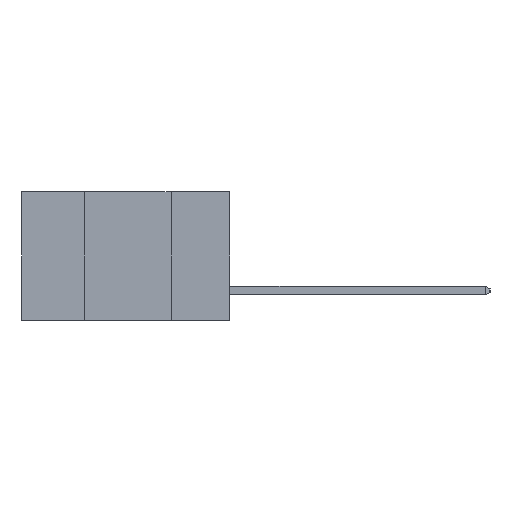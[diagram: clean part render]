
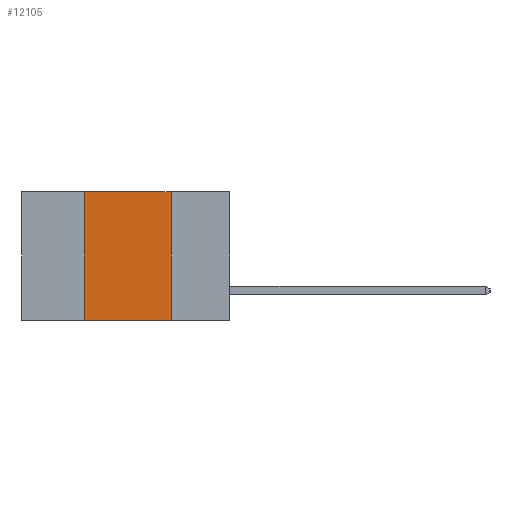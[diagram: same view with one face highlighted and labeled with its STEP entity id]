
A CAD part, left-side view. The second image highlights one B-rep face of the part: STEP entity #12105.
In plain terms, the highlighted planar face has unit normal (-1, 0, 0).
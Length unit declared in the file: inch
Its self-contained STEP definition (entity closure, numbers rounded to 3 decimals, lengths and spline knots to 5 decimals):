
#345 = CARTESIAN_POINT ( 'NONE',  ( 0., 0.42, 0. ) ) ;
#354 = DIRECTION ( 'NONE',  ( 1., 0., 0. ) ) ;
#449 = CARTESIAN_POINT ( 'NONE',  ( 0., 0.42, 0. ) ) ;
#813 = ORIENTED_EDGE ( 'NONE', *, *, #10991, .F. ) ;
#1425 = CARTESIAN_POINT ( 'NONE',  ( 0., 0.42, -0.37 ) ) ;
#1696 = EDGE_CURVE ( 'NONE', #19330, #7967, #9676, .T. ) ;
#1806 = ORIENTED_EDGE ( 'NONE', *, *, #1696, .F. ) ;
#1853 = CARTESIAN_POINT ( 'NONE',  ( 0., 0.6, 0. ) ) ;
#4080 = CARTESIAN_POINT ( 'NONE',  ( 0., 0.6, -0.37 ) ) ;
#4123 = LINE ( 'NONE', #7366, #11791 ) ;
#5358 = CARTESIAN_POINT ( 'NONE',  ( 0., 0.6, 0. ) ) ;
#6897 = ORIENTED_EDGE ( 'NONE', *, *, #18426, .F. ) ;
#7293 = AXIS2_PLACEMENT_3D ( 'NONE', #1853, #354, #11134 ) ;
#7366 = CARTESIAN_POINT ( 'NONE',  ( 0., 0.17, 0. ) ) ;
#7967 = VERTEX_POINT ( 'NONE', #12222 ) ;
#8968 = DIRECTION ( 'NONE',  ( 0., 0., -1. ) ) ;
#9676 = LINE ( 'NONE', #5358, #17025 ) ;
#10017 = VECTOR ( 'NONE', #13214, 39.37008 ) ;
#10639 = ORIENTED_EDGE ( 'NONE', *, *, #13020, .T. ) ;
#10991 = EDGE_CURVE ( 'NONE', #14480, #19330, #18558, .T. ) ;
#11134 = DIRECTION ( 'NONE',  ( 0., 0., -1. ) ) ;
#11791 = VECTOR ( 'NONE', #8968, 39.37008 ) ;
#12105 = ADVANCED_FACE ( 'NONE', ( #14482 ), #16921, .F. ) ;
#12222 = CARTESIAN_POINT ( 'NONE',  ( 0., 0.17, 0. ) ) ;
#12736 = DIRECTION ( 'NONE',  ( 0., 0., 1. ) ) ;
#13020 = EDGE_CURVE ( 'NONE', #14480, #16980, #17342, .T. ) ;
#13214 = DIRECTION ( 'NONE',  ( 0., -1., 0. ) ) ;
#14480 = VERTEX_POINT ( 'NONE', #1425 ) ;
#14482 = FACE_OUTER_BOUND ( 'NONE', #15128, .T. ) ;
#15128 = EDGE_LOOP ( 'NONE', ( #6897, #1806, #813, #10639 ) ) ;
#15197 = VECTOR ( 'NONE', #12736, 39.37008 ) ;
#16748 = CARTESIAN_POINT ( 'NONE',  ( 0., 0.17, -0.37 ) ) ;
#16921 = PLANE ( 'NONE',  #7293 ) ;
#16980 = VERTEX_POINT ( 'NONE', #16748 ) ;
#17025 = VECTOR ( 'NONE', #18740, 39.37008 ) ;
#17342 = LINE ( 'NONE', #4080, #10017 ) ;
#18426 = EDGE_CURVE ( 'NONE', #7967, #16980, #4123, .T. ) ;
#18558 = LINE ( 'NONE', #449, #15197 ) ;
#18740 = DIRECTION ( 'NONE',  ( 0., -1., 0. ) ) ;
#19330 = VERTEX_POINT ( 'NONE', #345 ) ;
